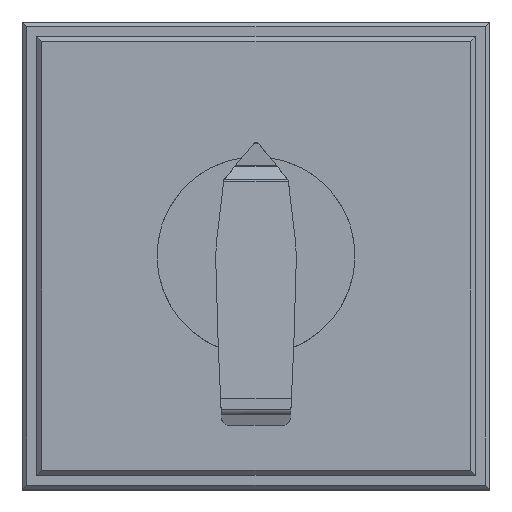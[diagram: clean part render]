
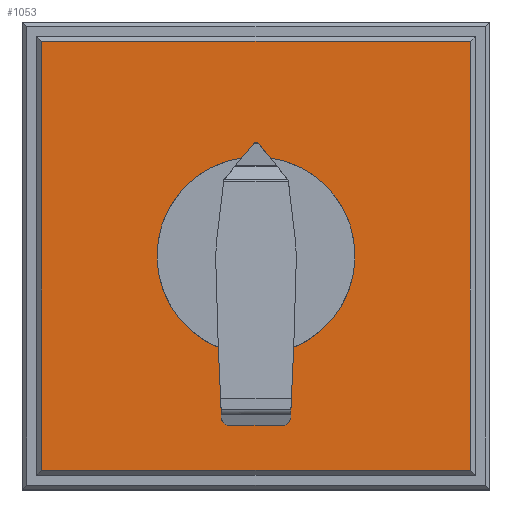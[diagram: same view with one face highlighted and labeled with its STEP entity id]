
A CAD part, top view. The second image highlights one B-rep face of the part: STEP entity #1053.
In plain terms, the highlighted planar face has unit normal (0, 0, 1).
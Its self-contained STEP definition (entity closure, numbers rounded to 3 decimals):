
#990=CARTESIAN_POINT('',(-29.792,-29.792,55.5));
#991=VERTEX_POINT('',#990);
#998=CARTESIAN_POINT('',(-29.792,29.792,55.5));
#999=VERTEX_POINT('',#998);
#1000=CARTESIAN_POINT('',(-29.792,-29.792,55.5));
#1001=DIRECTION('',(0.0,1.0,0.0));
#1002=VECTOR('',#1001,59.583);
#1003=LINE('',#1000,#1002);
#1004=EDGE_CURVE('',#991,#999,#1003,.T.);
#1023=CARTESIAN_POINT('',(0.0,0.,55.5));
#1024=DIRECTION('',(0.0,0.0,1.0));
#1025=DIRECTION('',(1.0,0.0,0.0));
#1026=AXIS2_PLACEMENT_3D('',#1023,#1024,#1025);
#1027=PLANE('',#1026);
#1028=ORIENTED_EDGE('',*,*,#1004,.F.);
#1029=CARTESIAN_POINT('',(29.792,-29.792,55.5));
#1030=VERTEX_POINT('',#1029);
#1031=CARTESIAN_POINT('',(29.792,-29.792,55.5));
#1032=DIRECTION('',(-1.0,0.0,0.0));
#1033=VECTOR('',#1032,59.583);
#1034=LINE('',#1031,#1033);
#1035=EDGE_CURVE('',#1030,#991,#1034,.T.);
#1036=ORIENTED_EDGE('',*,*,#1035,.F.);
#1037=CARTESIAN_POINT('',(29.792,29.792,55.5));
#1038=VERTEX_POINT('',#1037);
#1039=CARTESIAN_POINT('',(29.792,29.792,55.5));
#1040=DIRECTION('',(0.0,-1.0,0.0));
#1041=VECTOR('',#1040,59.583);
#1042=LINE('',#1039,#1041);
#1043=EDGE_CURVE('',#1038,#1030,#1042,.T.);
#1044=ORIENTED_EDGE('',*,*,#1043,.F.);
#1045=CARTESIAN_POINT('',(-29.792,29.792,55.5));
#1046=DIRECTION('',(1.0,0.0,0.0));
#1047=VECTOR('',#1046,59.583);
#1048=LINE('',#1045,#1047);
#1049=EDGE_CURVE('',#999,#1038,#1048,.T.);
#1050=ORIENTED_EDGE('',*,*,#1049,.F.);
#1051=EDGE_LOOP('',(#1028,#1036,#1044,#1050));
#1052=FACE_OUTER_BOUND('',#1051,.T.);
#1053=ADVANCED_FACE('',(#1052),#1027,.T.);
